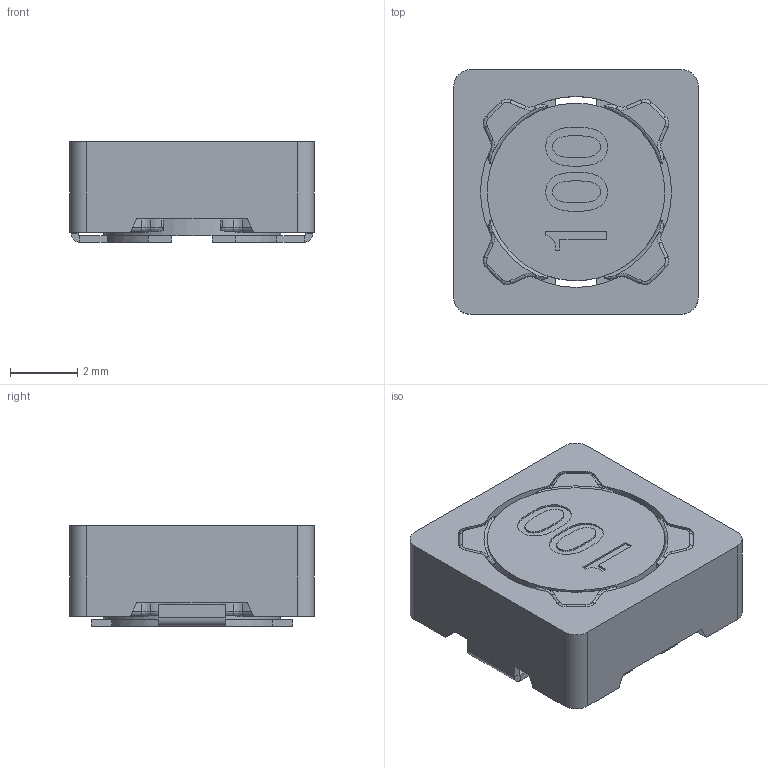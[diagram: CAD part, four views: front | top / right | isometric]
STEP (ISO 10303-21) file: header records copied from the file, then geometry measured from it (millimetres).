
FILE_DESCRIPTION( ('This file contains a STEP AP42 implementation' ,'as created by ZW3D STEP Interface translator.') ,'2;1' );
FILE_NAME( 'CS0703-L(100).stp' ,'14 925.101239', (''), ('ZWCAD Software Co.'), 'Version 1.0', 'ZW3D to STEP translator', '' );
FILE_SCHEMA( ('CONFIG_CONTROL_DESIGN') );
Length unit declared in the file: millimetre
Products named in the file (1): 0
Bounding box: 7.3 x 7.3 x 3 mm (x, y, z)
Volume: 107.7 mm3; surface area: 391.5 mm2
Topology: 12 solids, 12 shells, 350 faces, 876 edges, 552 vertices
Faces by surface type: bspline 350
Entity records: 14500 total; most frequent: CARTESIAN_POINT 9529, ORIENTED_EDGE 1744, EDGE_CURVE 872, VERTEX_POINT 552, B_SPLINE_CURVE_WITH_KNOTS 534, EDGE_LOOP 358, FACE_OUTER_BOUND 350, ADVANCED_FACE 350
